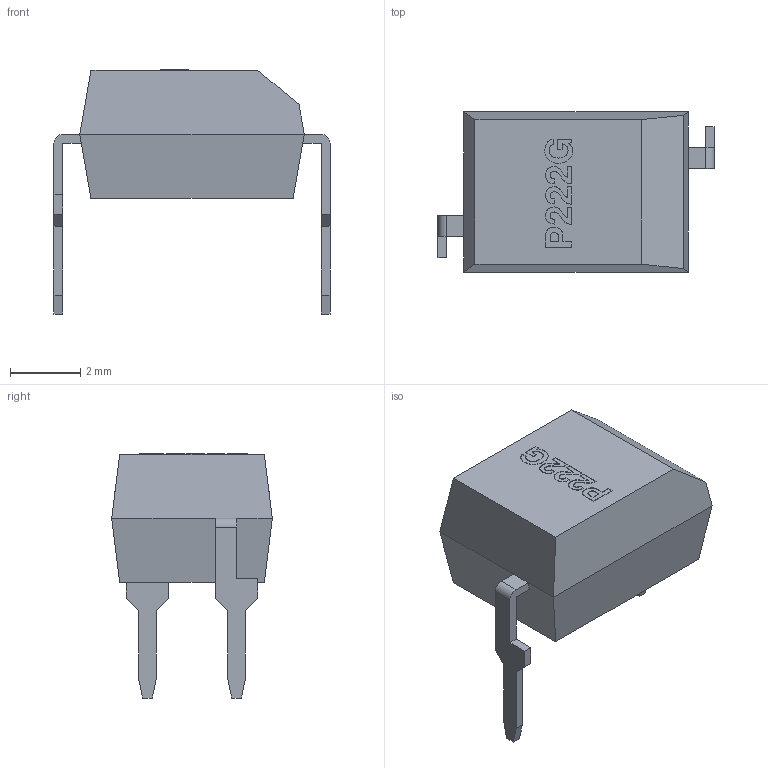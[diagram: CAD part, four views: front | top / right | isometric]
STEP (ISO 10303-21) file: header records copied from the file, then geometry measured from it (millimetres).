
FILE_DESCRIPTION(('FreeCAD Model'),'2;1');
FILE_NAME('TLP222G(F).step','2019-07-07T02:51:23',('Author'),(''), 'Open CASCADE STEP processor 7.3','FreeCAD','Unknown');
FILE_SCHEMA(('AUTOMOTIVE_DESIGN { 1 0 10303 214 1 1 1 1 }'));
Length unit declared in the file: millimetre
Products named in the file (1): TLP222G(F)
Bounding box: 7.87 x 4.58 x 6.96 mm (x, y, z)
Volume: 96.3 mm3; surface area: 141.5 mm2
Topology: 1 solids, 1 shells, 158 faces, 442 edges, 292 vertices
Faces by surface type: extrusion 79, plane 68, bspline 9, cylinder 2
Entity records: 6256 total; most frequent: CARTESIAN_POINT 1442, ORIENTED_EDGE 884, DIRECTION 491, EDGE_CURVE 442, VECTOR 341, VERTEX_POINT 292, LINE 262, B_SPLINE_CURVE_WITH_KNOTS 255
